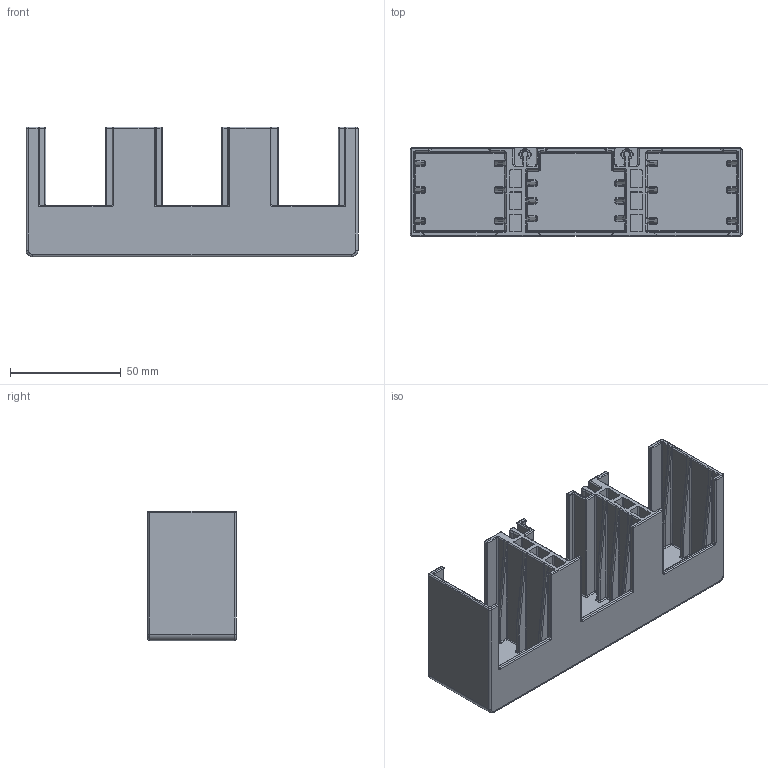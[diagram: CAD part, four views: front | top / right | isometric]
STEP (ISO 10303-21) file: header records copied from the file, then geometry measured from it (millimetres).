
FILE_DESCRIPTION((''),'2;1');
FILE_NAME('8300057900','2025-07-10T',('yunfei.yang'),(''),'PRO/ENGINEER BY PARAMETRIC TECHNOLOGY CORPORATION, 2017170','PRO/ENGINEER BY PARAMETRIC TECHNOLOGY CORPORATION, 2017170','');
FILE_SCHEMA(('CONFIG_CONTROL_DESIGN'));
Length unit declared in the file: millimetre
Products named in the file (1): 8300057900
Bounding box: 150 x 40 x 58.5 mm (x, y, z)
Volume: 83169.8 mm3; surface area: 62444.8 mm2
Topology: 1 solids, 1 shells, 898 faces, 2036 edges, 1146 vertices
Faces by surface type: cylinder 420, plane 202, torus 116, sphere 115, bspline 41, cone 4
Entity records: 32453 total; most frequent: CARTESIAN_POINT 12292, DIRECTION 4526, ORIENTED_EDGE 4072, EDGE_CURVE 2036, AXIS2_PLACEMENT_3D 1790, VERTEX_POINT 1146, VECTOR 946, LINE 946
